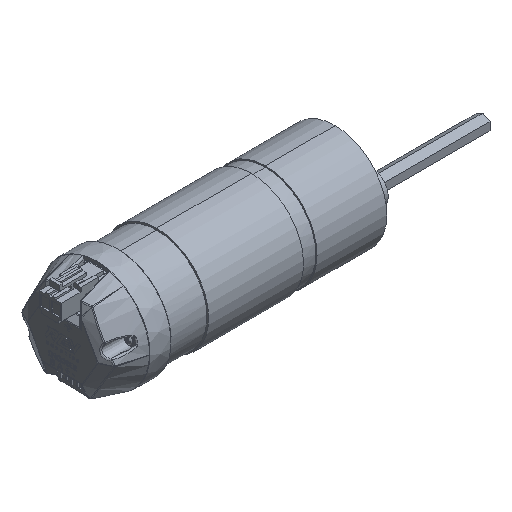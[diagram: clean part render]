
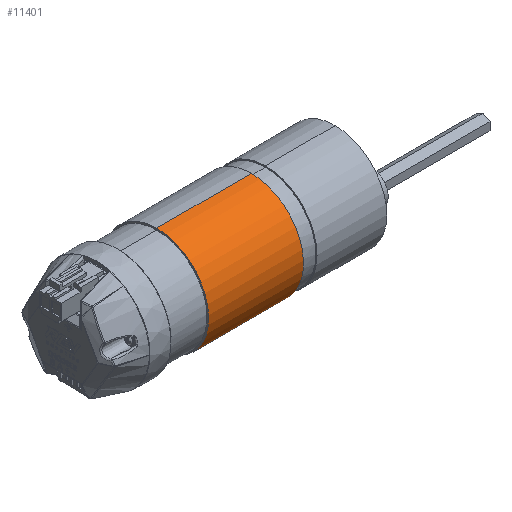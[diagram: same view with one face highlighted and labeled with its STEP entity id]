
A CAD part, isometric view. The second image highlights one B-rep face of the part: STEP entity #11401.
In plain terms, the highlighted cylindrical face has radius 18.65 mm (diameter 37.3 mm), a partial arc.
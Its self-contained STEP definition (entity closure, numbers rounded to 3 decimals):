
#875 = CARTESIAN_POINT ( 'NONE',  ( 18., 0., -18.65 ) ) ;
#1950 = CARTESIAN_POINT ( 'NONE',  ( 52., 0., -18.65 ) ) ;
#2848 = AXIS2_PLACEMENT_3D ( 'NONE', #23540, #13236, #49990 ) ;
#5231 = VECTOR ( 'NONE', #8951, 1000. ) ;
#6136 = AXIS2_PLACEMENT_3D ( 'NONE', #6648, #49357, #38775 ) ;
#6648 = CARTESIAN_POINT ( 'NONE',  ( 18., 0., 0. ) ) ;
#8951 = DIRECTION ( 'NONE',  ( 1., 0., 0. ) ) ;
#9692 = VERTEX_POINT ( 'NONE', #27176 ) ;
#11401 = ADVANCED_FACE ( 'NONE', ( #65581 ), #33450, .T. ) ;
#13236 = DIRECTION ( 'NONE',  ( -1., 0., 0. ) ) ;
#13463 = CARTESIAN_POINT ( 'NONE',  ( 18., 4.955, 17.98 ) ) ;
#15189 = CIRCLE ( 'NONE', #2848, 18.65 ) ;
#18684 = ORIENTED_EDGE ( 'NONE', *, *, #39787, .T. ) ;
#23540 = CARTESIAN_POINT ( 'NONE',  ( 52., 0., 0. ) ) ;
#24671 = LINE ( 'NONE', #30185, #55078 ) ;
#27176 = CARTESIAN_POINT ( 'NONE',  ( 52., 4.955, 17.98 ) ) ;
#29147 = VERTEX_POINT ( 'NONE', #875 ) ;
#29723 = DIRECTION ( 'NONE',  ( 1., 0., 0. ) ) ;
#30185 = CARTESIAN_POINT ( 'NONE',  ( 18., 0., -18.65 ) ) ;
#31231 = ORIENTED_EDGE ( 'NONE', *, *, #43217, .T. ) ;
#33450 = CYLINDRICAL_SURFACE ( 'NONE', #6136, 18.65 ) ;
#33938 = ORIENTED_EDGE ( 'NONE', *, *, #46316, .F. ) ;
#34807 = LINE ( 'NONE', #34874, #5231 ) ;
#34874 = CARTESIAN_POINT ( 'NONE',  ( 18., 4.955, 17.98 ) ) ;
#36681 = EDGE_LOOP ( 'NONE', ( #33938, #18684, #31231, #57535 ) ) ;
#38775 = DIRECTION ( 'NONE',  ( 0., 0., -1. ) ) ;
#39787 = EDGE_CURVE ( 'NONE', #29147, #67203, #49079, .T. ) ;
#41614 = DIRECTION ( 'NONE',  ( 1., 0., 0. ) ) ;
#42211 = EDGE_CURVE ( 'NONE', #9692, #66898, #15189, .T. ) ;
#43217 = EDGE_CURVE ( 'NONE', #67203, #9692, #34807, .T. ) ;
#46316 = EDGE_CURVE ( 'NONE', #29147, #66898, #24671, .T. ) ;
#47135 = CARTESIAN_POINT ( 'NONE',  ( 18., 0., 0. ) ) ;
#47225 = AXIS2_PLACEMENT_3D ( 'NONE', #47135, #41614, #56595 ) ;
#49079 = CIRCLE ( 'NONE', #47225, 18.65 ) ;
#49357 = DIRECTION ( 'NONE',  ( 1., 0., 0. ) ) ;
#49990 = DIRECTION ( 'NONE',  ( 0., 0., -1. ) ) ;
#55078 = VECTOR ( 'NONE', #29723, 1000. ) ;
#56595 = DIRECTION ( 'NONE',  ( 0., 0., -1. ) ) ;
#57535 = ORIENTED_EDGE ( 'NONE', *, *, #42211, .T. ) ;
#65581 = FACE_OUTER_BOUND ( 'NONE', #36681, .T. ) ;
#66898 = VERTEX_POINT ( 'NONE', #1950 ) ;
#67203 = VERTEX_POINT ( 'NONE', #13463 ) ;
